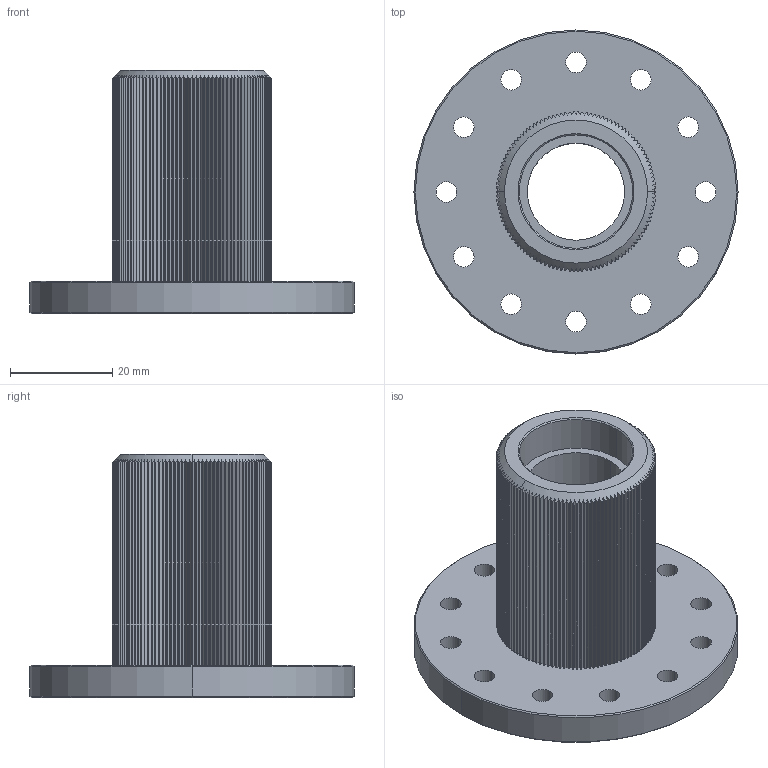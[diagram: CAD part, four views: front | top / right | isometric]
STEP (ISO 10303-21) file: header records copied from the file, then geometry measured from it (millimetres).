
FILE_DESCRIPTION (( 'STEP AP214' ), '1' );
FILE_NAME ('WCP-0808.step', '2024-01-29T22:42:33', ( '' ), ( '' ), 'SwSTEP 2.0', 'SolidWorks 2022', '' );
FILE_SCHEMA (( 'AUTOMOTIVE_DESIGN' ));
Length unit declared in the file: inch
Products named in the file (1): WCP-0808
Bounding box: 63.5 x 63.5 x 47.62 mm (x, y, z)
Volume: 34793.1 mm3; surface area: 17431.9 mm2
Topology: 1 solids, 1 shells, 402 faces, 1182 edges, 785 vertices
Faces by surface type: plane 241, cylinder 151, cone 10
Entity records: 14027 total; most frequent: CARTESIAN_POINT 3078, ORIENTED_EDGE 2364, DIRECTION 2065, EDGE_CURVE 1182, VERTEX_POINT 785, AXIS2_PLACEMENT_3D 716, LINE 633, VECTOR 633
